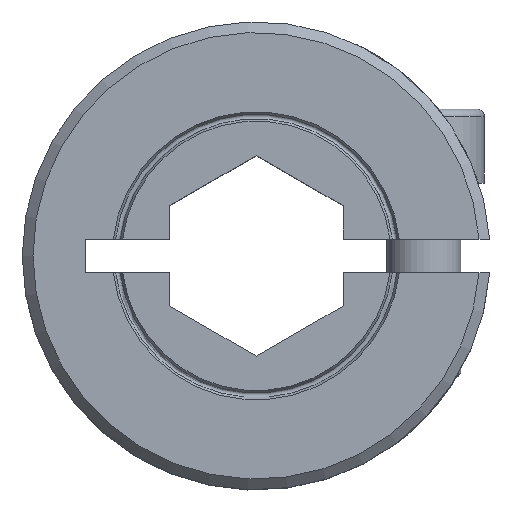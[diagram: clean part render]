
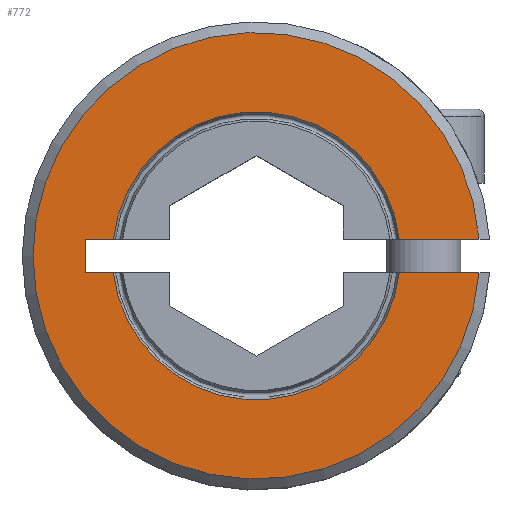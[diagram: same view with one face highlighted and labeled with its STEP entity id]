
A CAD part, top view. The second image highlights one B-rep face of the part: STEP entity #772.
In plain terms, the highlighted planar face has unit normal (0, 0, 1).
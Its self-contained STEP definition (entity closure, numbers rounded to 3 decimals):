
#73=CIRCLE($,#829,10.605);
#74=CIRCLE($,#833,6.84);
#76=CIRCLE($,#837,6.84);
#135=FACE_OUTER_BOUND($,#186,.T.);
#186=EDGE_LOOP($,(#652,#653,#654,#655,#656,#657,#658,#659));
#217=LINE($,#1086,#274);
#221=LINE($,#1126,#278);
#231=LINE($,#1198,#288);
#251=LINE($,#1271,#308);
#255=LINE($,#1376,#312);
#274=VECTOR($,#879,1.334);
#278=VECTOR($,#885,3.781);
#288=VECTOR($,#907,3.781);
#308=VECTOR($,#945,1.334);
#312=VECTOR($,#987,1.588);
#330=VERTEX_POINT($,#1083);
#331=VERTEX_POINT($,#1085);
#339=VERTEX_POINT($,#1121);
#340=VERTEX_POINT($,#1125);
#355=VERTEX_POINT($,#1193);
#356=VERTEX_POINT($,#1197);
#373=VERTEX_POINT($,#1266);
#374=VERTEX_POINT($,#1270);
#406=EDGE_CURVE($,#331,#330,#217,.T.);
#415=EDGE_CURVE($,#340,#339,#221,.T.);
#434=EDGE_CURVE($,#356,#355,#231,.T.);
#460=EDGE_CURVE($,#373,#374,#251,.T.);
#475=EDGE_CURVE($,#356,#339,#73,.T.);
#476=EDGE_CURVE($,#374,#330,#255,.T.);
#477=EDGE_CURVE($,#373,#340,#74,.T.);
#479=EDGE_CURVE($,#355,#331,#76,.T.);
#652=ORIENTED_EDGE($,*,*,#477,.T.);
#653=ORIENTED_EDGE($,*,*,#415,.T.);
#654=ORIENTED_EDGE($,*,*,#475,.F.);
#655=ORIENTED_EDGE($,*,*,#434,.T.);
#656=ORIENTED_EDGE($,*,*,#479,.T.);
#657=ORIENTED_EDGE($,*,*,#406,.T.);
#658=ORIENTED_EDGE($,*,*,#476,.F.);
#659=ORIENTED_EDGE($,*,*,#460,.F.);
#735=PLANE($,#836);
#772=ADVANCED_FACE($,(#135),#735,.T.);
#829=AXIS2_PLACEMENT_3D($,#1373,#981,#982);
#833=AXIS2_PLACEMENT_3D($,#1378,#990,#991);
#836=AXIS2_PLACEMENT_3D($,#1381,#996,#997);
#837=AXIS2_PLACEMENT_3D($,#1382,#998,#999);
#879=DIRECTION($,(-1.,0.,0.));
#885=DIRECTION($,(1.,0.,0.));
#907=DIRECTION($,(-1.,0.,0.));
#945=DIRECTION($,(-1.,0.,0.));
#981=DIRECTION('center_axis',(0.,0.,
-1.));
#982=DIRECTION('ref_axis',(-1.,0.,0.));
#987=DIRECTION($,(0.,-1.,0.));
#990=DIRECTION('center_axis',(0.,0.,
-1.));
#991=DIRECTION('ref_axis',(-0.993,0.116,0.));
#996=DIRECTION('center_axis',(0.,0.,1.));
#997=DIRECTION('ref_axis',(1.,0.,0.));
#998=DIRECTION('center_axis',(0.,0.,
-1.));
#999=DIRECTION('ref_axis',(0.993,-0.116,0.));
#1083=CARTESIAN_POINT('',(-8.128,-0.794,8.712));
#1085=CARTESIAN_POINT('',(-6.794,-0.794,8.712));
#1086=CARTESIAN_POINT($,(-6.794,-0.794,8.712));
#1121=CARTESIAN_POINT('',(10.575,0.794,8.712));
#1125=CARTESIAN_POINT('',(6.794,0.794,8.712));
#1126=CARTESIAN_POINT($,(6.794,0.794,8.712));
#1193=CARTESIAN_POINT('',(6.794,-0.794,8.712));
#1197=CARTESIAN_POINT('',(10.575,-0.794,8.712));
#1198=CARTESIAN_POINT($,(10.575,-0.794,8.712));
#1266=CARTESIAN_POINT('',(-6.794,0.794,8.712));
#1270=CARTESIAN_POINT('',(-8.128,0.794,8.712));
#1271=CARTESIAN_POINT($,(-6.794,0.794,8.712));
#1373=CARTESIAN_POINT('Origin',(0.,0.,
8.712));
#1376=CARTESIAN_POINT($,(-8.128,0.794,8.712));
#1378=CARTESIAN_POINT('Origin',(0.,0.,
8.712));
#1381=CARTESIAN_POINT('Origin',(-0.015,-10.732,8.712));
#1382=CARTESIAN_POINT('Origin',(0.,0.,
8.712));
